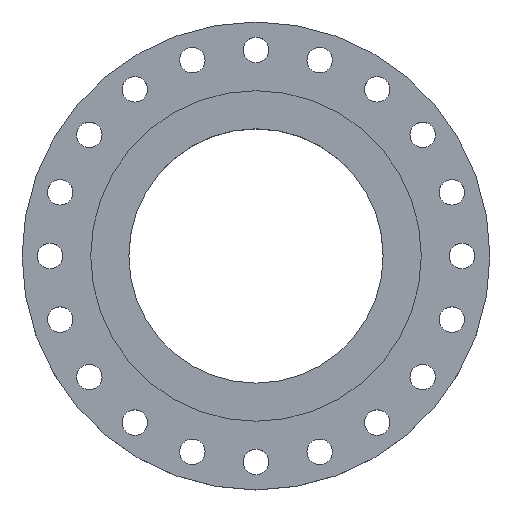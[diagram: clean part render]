
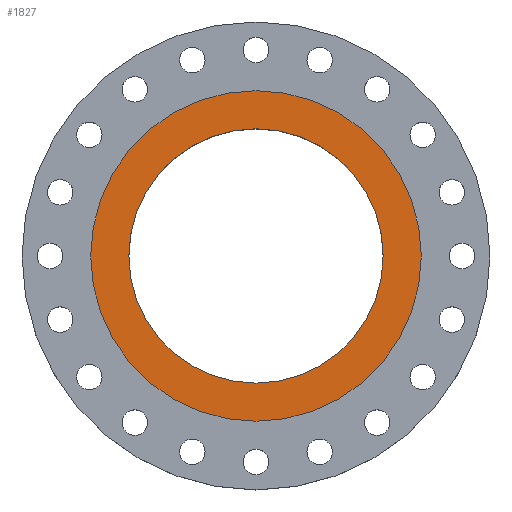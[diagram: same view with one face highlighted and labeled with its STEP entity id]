
A CAD part, top view. The second image highlights one B-rep face of the part: STEP entity #1827.
In plain terms, the highlighted planar face has unit normal (0, 0, 1).
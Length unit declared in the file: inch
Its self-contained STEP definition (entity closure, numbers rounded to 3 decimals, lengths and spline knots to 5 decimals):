
#30 = CIRCLE ( 'NONE', #2011, 6.25 ) ;
#44 = DIRECTION ( 'NONE',  ( 1., 0., 0. ) ) ;
#63 = AXIS2_PLACEMENT_3D ( 'NONE', #201, #1139, #44 ) ;
#79 = CARTESIAN_POINT ( 'NONE',  ( 0., 0., 0. ) ) ;
#92 = CARTESIAN_POINT ( 'NONE',  ( -8.125, 0., 0. ) ) ;
#155 = EDGE_CURVE ( 'NONE', #1883, #1246, #623, .T. ) ;
#156 = EDGE_CURVE ( 'NONE', #1509, #1233, #1648, .T. ) ;
#201 = CARTESIAN_POINT ( 'NONE',  ( 0., 0., 0. ) ) ;
#224 = DIRECTION ( 'NONE',  ( 0., 0., 1. ) ) ;
#369 = FACE_OUTER_BOUND ( 'NONE', #1337, .T. ) ;
#398 = AXIS2_PLACEMENT_3D ( 'NONE', #79, #1810, #713 ) ;
#441 = ORIENTED_EDGE ( 'NONE', *, *, #1149, .T. ) ;
#462 = EDGE_LOOP ( 'NONE', ( #1790, #1473 ) ) ;
#528 = DIRECTION ( 'NONE',  ( -1., 0., 0. ) ) ;
#623 = CIRCLE ( 'NONE', #63, 8.125 ) ;
#635 = EDGE_CURVE ( 'NONE', #1233, #1509, #30, .T. ) ;
#678 = CARTESIAN_POINT ( 'NONE',  ( 0., 0., 0. ) ) ;
#713 = DIRECTION ( 'NONE',  ( 1., 0., 0. ) ) ;
#809 = DIRECTION ( 'NONE',  ( 1., 0., 0. ) ) ;
#919 = CARTESIAN_POINT ( 'NONE',  ( 6.25, 0., 0. ) ) ;
#1139 = DIRECTION ( 'NONE',  ( 0., 0., 1. ) ) ;
#1149 = EDGE_CURVE ( 'NONE', #1246, #1883, #1620, .T. ) ;
#1150 = ORIENTED_EDGE ( 'NONE', *, *, #155, .T. ) ;
#1233 = VERTEX_POINT ( 'NONE', #919 ) ;
#1246 = VERTEX_POINT ( 'NONE', #2007 ) ;
#1307 = DIRECTION ( 'NONE',  ( 1., 0., 0. ) ) ;
#1317 = CARTESIAN_POINT ( 'NONE',  ( 0., 6.25, 0. ) ) ;
#1337 = EDGE_LOOP ( 'NONE', ( #441, #1150 ) ) ;
#1463 = FACE_BOUND ( 'NONE', #462, .T. ) ;
#1471 = PLANE ( 'NONE',  #1493 ) ;
#1473 = ORIENTED_EDGE ( 'NONE', *, *, #156, .F. ) ;
#1493 = AXIS2_PLACEMENT_3D ( 'NONE', #1317, #1941, #528 ) ;
#1509 = VERTEX_POINT ( 'NONE', #1525 ) ;
#1525 = CARTESIAN_POINT ( 'NONE',  ( -6.25, 0., 0. ) ) ;
#1620 = CIRCLE ( 'NONE', #398, 8.125 ) ;
#1648 = CIRCLE ( 'NONE', #1843, 6.25 ) ;
#1786 = CARTESIAN_POINT ( 'NONE',  ( 0., 0., 0. ) ) ;
#1790 = ORIENTED_EDGE ( 'NONE', *, *, #635, .F. ) ;
#1810 = DIRECTION ( 'NONE',  ( 0., 0., 1. ) ) ;
#1827 = ADVANCED_FACE ( 'NONE', ( #1463, #369 ), #1471, .F. ) ;
#1843 = AXIS2_PLACEMENT_3D ( 'NONE', #678, #224, #1307 ) ;
#1883 = VERTEX_POINT ( 'NONE', #92 ) ;
#1907 = DIRECTION ( 'NONE',  ( 0., 0., 1. ) ) ;
#1941 = DIRECTION ( 'NONE',  ( 0., 0., -1. ) ) ;
#2007 = CARTESIAN_POINT ( 'NONE',  ( 8.125, 0., 0. ) ) ;
#2011 = AXIS2_PLACEMENT_3D ( 'NONE', #1786, #1907, #809 ) ;
